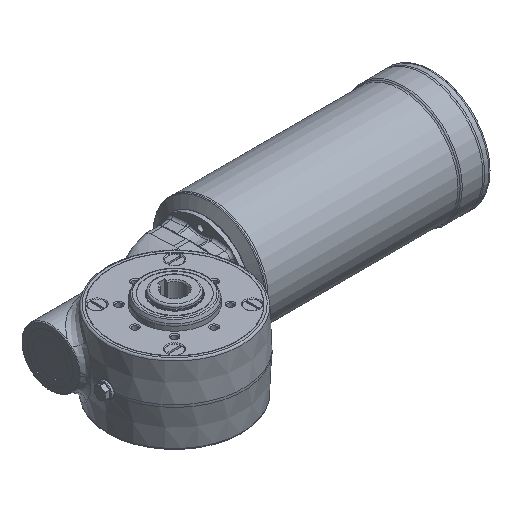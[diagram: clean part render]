
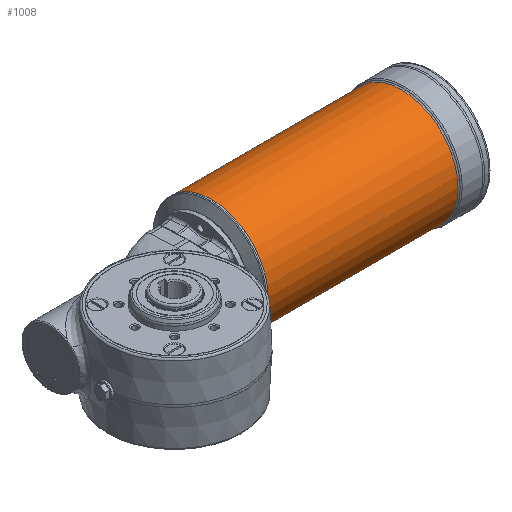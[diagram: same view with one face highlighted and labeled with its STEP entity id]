
A CAD part, isometric view. The second image highlights one B-rep face of the part: STEP entity #1008.
In plain terms, the highlighted cylindrical face has radius 64.5 mm (diameter 129 mm), a full revolution.
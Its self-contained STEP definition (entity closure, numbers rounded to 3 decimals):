
#1008 = ADVANCED_FACE( '', ( #2410, #2411 ), #2412, .T. );
#2410 = FACE_OUTER_BOUND( '', #6951, .T. );
#2411 = FACE_OUTER_BOUND( '', #6952, .T. );
#2412 = CYLINDRICAL_SURFACE( '', #6953, 64.5 );
#6951 = EDGE_LOOP( '', ( #12924 ) );
#6952 = EDGE_LOOP( '', ( #12925 ) );
#6953 = AXIS2_PLACEMENT_3D( '', #12926, #12927, #12928 );
#12924 = ORIENTED_EDGE( '', *, *, #15735, .T. );
#12925 = ORIENTED_EDGE( '', *, *, #15736, .T. );
#12926 = CARTESIAN_POINT( '', ( 265.168, 63., 0. ) );
#12927 = DIRECTION( '', ( -1., 0., 0. ) );
#12928 = DIRECTION( '', ( 0., 1., 0. ) );
#15735 = EDGE_CURVE( '', #17692, #17692, #17693, .F. );
#15736 = EDGE_CURVE( '', #17694, #17694, #17695, .T. );
#17692 = VERTEX_POINT( '', #22352 );
#17693 = CIRCLE( '', #22353, 64.5 );
#17694 = VERTEX_POINT( '', #22354 );
#17695 = CIRCLE( '', #22355, 64.5 );
#22352 = CARTESIAN_POINT( '', ( 321.172, 127.5, 0. ) );
#22353 = AXIS2_PLACEMENT_3D( '', #25094, #25095, #25096 );
#22354 = CARTESIAN_POINT( '', ( 105., 127.5, 0. ) );
#22355 = AXIS2_PLACEMENT_3D( '', #25097, #25098, #25099 );
#25094 = CARTESIAN_POINT( '', ( 321.172, 63., 0. ) );
#25095 = DIRECTION( '', ( 1., 0., 0. ) );
#25096 = DIRECTION( '', ( 0., 1., 0. ) );
#25097 = CARTESIAN_POINT( '', ( 105., 63., 0. ) );
#25098 = DIRECTION( '', ( 1., 0., 0. ) );
#25099 = DIRECTION( '', ( 0., 1., 0. ) );
